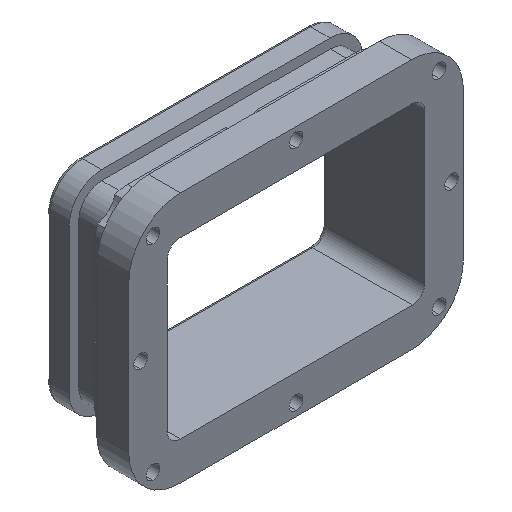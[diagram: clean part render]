
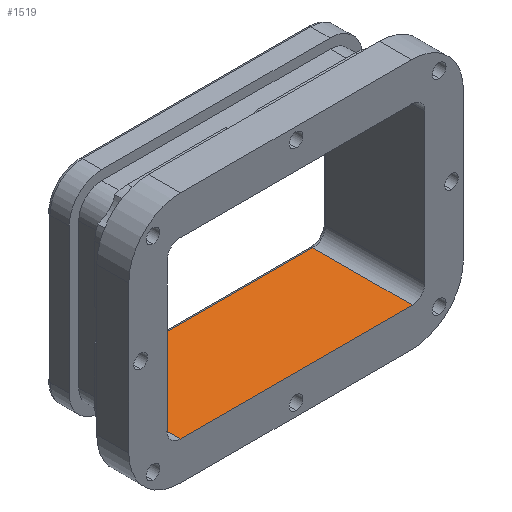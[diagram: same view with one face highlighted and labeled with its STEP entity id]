
A CAD part, isometric view. The second image highlights one B-rep face of the part: STEP entity #1519.
In plain terms, the highlighted planar face has unit normal (0, 0, 1).
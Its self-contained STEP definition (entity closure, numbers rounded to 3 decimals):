
#89 = DIRECTION ( 'NONE',  ( 0., 0., 1. ) ) ;
#143 = CARTESIAN_POINT ( 'NONE',  ( -18.1, 20., -13.6 ) ) ;
#266 = EDGE_CURVE ( 'NONE', #2063, #2273, #977, .T. ) ;
#281 = ORIENTED_EDGE ( 'NONE', *, *, #1572, .F. ) ;
#463 = CARTESIAN_POINT ( 'NONE',  ( 18.1, 35.5, -13.6 ) ) ;
#486 = LINE ( 'NONE', #2810, #1067 ) ;
#501 = AXIS2_PLACEMENT_3D ( 'NONE', #2165, #89, #562 ) ;
#516 = CARTESIAN_POINT ( 'NONE',  ( 18.1, 20., -13.6 ) ) ;
#562 = DIRECTION ( 'NONE',  ( 1., 0., 0. ) ) ;
#681 = EDGE_LOOP ( 'NONE', ( #281, #1589, #1411, #1525 ) ) ;
#789 = CARTESIAN_POINT ( 'NONE',  ( 18.1, 36., -13.6 ) ) ;
#943 = VECTOR ( 'NONE', #1095, 1000. ) ;
#977 = LINE ( 'NONE', #1246, #1789 ) ;
#999 = CARTESIAN_POINT ( 'NONE',  ( -18.1, 20., -13.6 ) ) ;
#1030 = CARTESIAN_POINT ( 'NONE',  ( -18.1, 35.5, -13.6 ) ) ;
#1036 = VECTOR ( 'NONE', #1868, 1000. ) ;
#1067 = VECTOR ( 'NONE', #1896, 1000. ) ;
#1095 = DIRECTION ( 'NONE',  ( 1., 0., 0. ) ) ;
#1246 = CARTESIAN_POINT ( 'NONE',  ( -18.1, 36., -13.6 ) ) ;
#1411 = ORIENTED_EDGE ( 'NONE', *, *, #266, .T. ) ;
#1454 = PLANE ( 'NONE',  #501 ) ;
#1483 = LINE ( 'NONE', #789, #1036 ) ;
#1519 = ADVANCED_FACE ( 'NONE', ( #2216 ), #1454, .T. ) ;
#1525 = ORIENTED_EDGE ( 'NONE', *, *, #1667, .T. ) ;
#1572 = EDGE_CURVE ( 'NONE', #2740, #1854, #1483, .T. ) ;
#1589 = ORIENTED_EDGE ( 'NONE', *, *, #2971, .T. ) ;
#1667 = EDGE_CURVE ( 'NONE', #2273, #1854, #2730, .T. ) ;
#1789 = VECTOR ( 'NONE', #1945, 1000. ) ;
#1854 = VERTEX_POINT ( 'NONE', #516 ) ;
#1868 = DIRECTION ( 'NONE',  ( 0., -1., 0. ) ) ;
#1896 = DIRECTION ( 'NONE',  ( -1., 0., 0. ) ) ;
#1945 = DIRECTION ( 'NONE',  ( 0., -1., 0. ) ) ;
#2063 = VERTEX_POINT ( 'NONE', #1030 ) ;
#2165 = CARTESIAN_POINT ( 'NONE',  ( -18.1, 36., -13.6 ) ) ;
#2216 = FACE_OUTER_BOUND ( 'NONE', #681, .T. ) ;
#2273 = VERTEX_POINT ( 'NONE', #999 ) ;
#2730 = LINE ( 'NONE', #143, #943 ) ;
#2740 = VERTEX_POINT ( 'NONE', #463 ) ;
#2810 = CARTESIAN_POINT ( 'NONE',  ( -18.1, 35.5, -13.6 ) ) ;
#2971 = EDGE_CURVE ( 'NONE', #2740, #2063, #486, .T. ) ;
